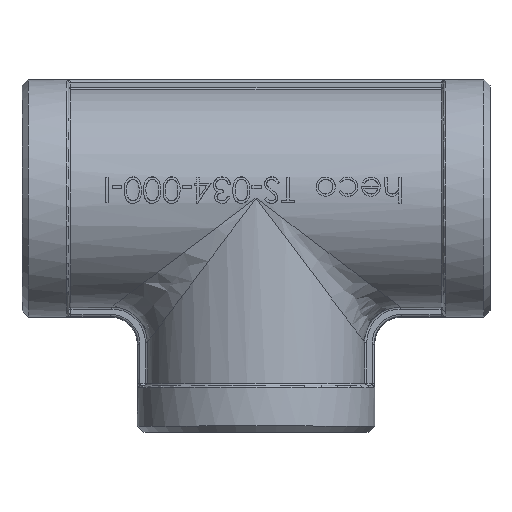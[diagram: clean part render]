
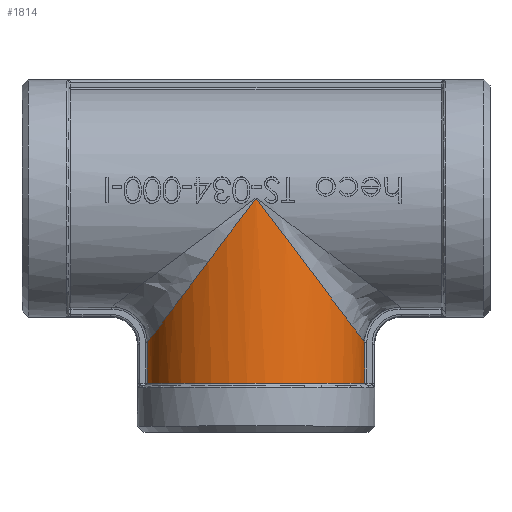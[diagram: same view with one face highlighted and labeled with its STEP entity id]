
A CAD part, top view. The second image highlights one B-rep face of the part: STEP entity #1814.
In plain terms, the highlighted cylindrical face has radius 15.25 mm (diameter 30.5 mm), a partial arc.
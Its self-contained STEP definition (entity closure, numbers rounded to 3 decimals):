
#1097 = LINE ( 'NONE', #2309, #1191 ) ;
#1191 = VECTOR ( 'NONE', #2264, 1000. ) ;
#1446 = CIRCLE ( 'NONE', #2118, 15.25 ) ;
#1638 = CARTESIAN_POINT ( 'NONE',  ( -15.082, -25.7, 2.256 ) ) ;
#1731 = CARTESIAN_POINT ( 'NONE',  ( -15.082, -20.027, 2.256 ) ) ;
#1732 = CARTESIAN_POINT ( 'NONE',  ( 15.082, -25.7, 2.256 ) ) ;
#1756 = CARTESIAN_POINT ( 'NONE',  ( 0., 0., 15.25 ) ) ;
#1764 = CARTESIAN_POINT ( 'NONE',  ( 15.082, -20.027, 2.256 ) ) ;
#1814 = ADVANCED_FACE ( 'NONE', ( #21320 ), #20758, .T. ) ;
#2118 = AXIS2_PLACEMENT_3D ( 'NONE', #25488, #25487, #25486 ) ;
#2264 = DIRECTION ( 'NONE',  ( 0., -1., 0. ) ) ;
#2309 = CARTESIAN_POINT ( 'NONE',  ( 15.082, -13., 2.256 ) ) ;
#2897 = EDGE_CURVE ( 'NONE', #20742, #21150, #15709, .T. ) ;
#4941 = DIRECTION ( 'NONE',  ( 1., 0., 0. ) ) ;
#4943 = CARTESIAN_POINT ( 'NONE',  ( 0., -13., 0. ) ) ;
#4944 = DIRECTION ( 'NONE',  ( 0., 1., 0. ) ) ;
#6170 = EDGE_CURVE ( 'NONE', #20602, #21151, #1097, .T. ) ;
#6259 = EDGE_CURVE ( 'NONE', #21151, #20742, #1446, .T. ) ;
#6440 = EDGE_CURVE ( 'NONE', #21150, #21125, #16902, .T. ) ;
#6543 = EDGE_CURVE ( 'NONE', #21125, #20602, #15906, .T. ) ;
#6639 = AXIS2_PLACEMENT_3D ( 'NONE', #4943, #4944, #4941 ) ;
#15682 = VECTOR ( 'NONE', #21949, 1000. ) ;
#15709 = LINE ( 'NONE', #21950, #15682 ) ;
#15906 = B_SPLINE_CURVE_WITH_KNOTS ( 'NONE', 3,
 ( #21727, #26052, #26041, #26063, #26879, #26156, #26524 ),
 .UNSPECIFIED., .F., .F.,
 ( 4, 1, 1, 1, 4 ),
 ( 0., 0.214, 0.429, 0.714, 1. ),
 .UNSPECIFIED. ) ;
#16902 = B_SPLINE_CURVE_WITH_KNOTS ( 'NONE', 3,
 ( #25748, #25320, #25670, #25366, #25370, #25919, #25440 ),
 .UNSPECIFIED., .F., .F.,
 ( 4, 1, 1, 1, 4 ),
 ( 0., 0.143, 0.429, 0.714, 1. ),
 .UNSPECIFIED. ) ;
#20602 = VERTEX_POINT ( 'NONE', #1764 ) ;
#20742 = VERTEX_POINT ( 'NONE', #1638 ) ;
#20758 = CYLINDRICAL_SURFACE ( 'NONE', #6639, 15.25 ) ;
#21125 = VERTEX_POINT ( 'NONE', #1756 ) ;
#21150 = VERTEX_POINT ( 'NONE', #1731 ) ;
#21151 = VERTEX_POINT ( 'NONE', #1732 ) ;
#21320 = FACE_OUTER_BOUND ( 'NONE', #27388, .T. ) ;
#21727 = CARTESIAN_POINT ( 'NONE',  ( 0., 0., 15.25 ) ) ;
#21949 = DIRECTION ( 'NONE',  ( 0., 1., 0. ) ) ;
#21950 = CARTESIAN_POINT ( 'NONE',  ( -15.082, -13., 2.256 ) ) ;
#25320 = CARTESIAN_POINT ( 'NONE',  ( -14.929, -19.824, 3.277 ) ) ;
#25366 = CARTESIAN_POINT ( 'NONE',  ( -11.384, -15.117, 10.777 ) ) ;
#25370 = CARTESIAN_POINT ( 'NONE',  ( -6.196, -8.228, 14.399 ) ) ;
#25440 = CARTESIAN_POINT ( 'NONE',  ( 0., 0., 15.25 ) ) ;
#25486 = DIRECTION ( 'NONE',  ( 0., 0., 1. ) ) ;
#25487 = DIRECTION ( 'NONE',  ( 0., -1., 0. ) ) ;
#25488 = CARTESIAN_POINT ( 'NONE',  ( 0., -25.7, 0. ) ) ;
#25670 = CARTESIAN_POINT ( 'NONE',  ( -14.161, -18.804, 6.296 ) ) ;
#25748 = CARTESIAN_POINT ( 'NONE',  ( -15.082, -20.027, 2.256 ) ) ;
#25919 = CARTESIAN_POINT ( 'NONE',  ( -2.066, -2.743, 15.25 ) ) ;
#26041 = CARTESIAN_POINT ( 'NONE',  ( 4.647, -6.171, 14.774 ) ) ;
#26052 = CARTESIAN_POINT ( 'NONE',  ( 1.549, -2.057, 15.25 ) ) ;
#26063 = CARTESIAN_POINT ( 'NONE',  ( 9.337, -12.398, 12.469 ) ) ;
#26156 = CARTESIAN_POINT ( 'NONE',  ( 14.777, -19.622, 4.299 ) ) ;
#26524 = CARTESIAN_POINT ( 'NONE',  ( 15.082, -20.027, 2.256 ) ) ;
#26879 = CARTESIAN_POINT ( 'NONE',  ( 13.325, -17.694, 8.259 ) ) ;
#27353 = ORIENTED_EDGE ( 'NONE', *, *, #6170, .F. ) ;
#27388 = EDGE_LOOP ( 'NONE', ( #27353, #27605, #28084, #28032, #27462 ) ) ;
#27462 = ORIENTED_EDGE ( 'NONE', *, *, #6259, .F. ) ;
#27605 = ORIENTED_EDGE ( 'NONE', *, *, #6543, .F. ) ;
#28032 = ORIENTED_EDGE ( 'NONE', *, *, #2897, .F. ) ;
#28084 = ORIENTED_EDGE ( 'NONE', *, *, #6440, .F. ) ;
